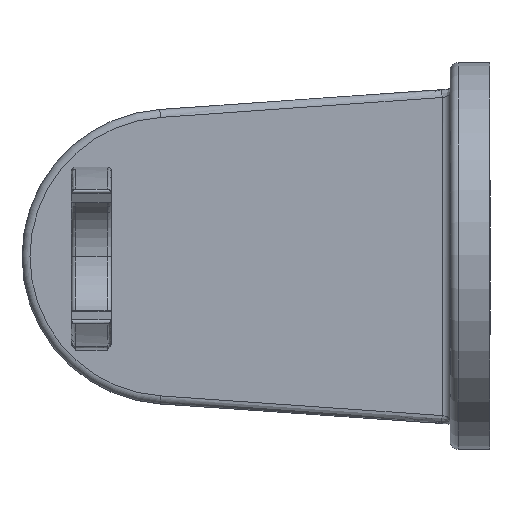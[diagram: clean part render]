
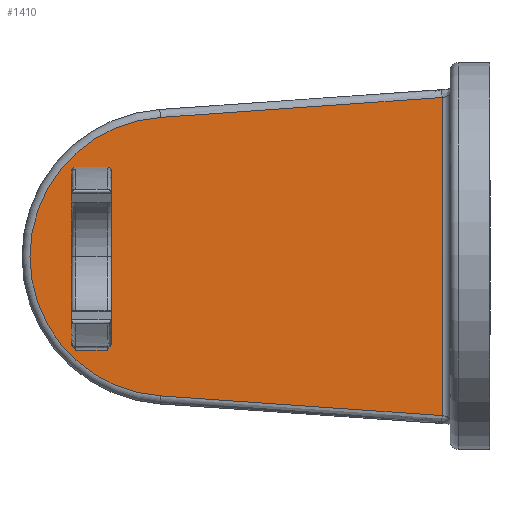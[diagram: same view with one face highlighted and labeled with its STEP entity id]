
A CAD part, left-side view. The second image highlights one B-rep face of the part: STEP entity #1410.
In plain terms, the highlighted planar face has unit normal (-1, 0, 0.003).
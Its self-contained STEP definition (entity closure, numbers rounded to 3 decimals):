
#69=FACE_BOUND('',#367,.T.);
#103=LINE('',#3289,#166);
#106=LINE('',#3567,#169);
#107=LINE('',#3569,#170);
#118=LINE('',#4288,#181);
#166=VECTOR('',#1687,10.);
#169=VECTOR('',#1696,10.);
#170=VECTOR('',#1699,10.);
#181=VECTOR('',#1736,10.);
#209=PLANE('',#1505);
#274=FACE_OUTER_BOUND('',#366,.T.);
#366=EDGE_LOOP('',(#1170,#1171,#1172,#1173));
#367=EDGE_LOOP('',(#1174,#1175,#1176,#1177,#1178,#1179));
#428=B_SPLINE_CURVE_WITH_KNOTS('',3,(#3028,#3029,#3030,#3031,#3032,#3033,
#3034,#3035,#3036,#3037),.UNSPECIFIED.,.F.,.F.,(4,2,2,2,4),(0.,0.048,
0.107,0.179,0.18),.UNSPECIFIED.);
#433=B_SPLINE_CURVE_WITH_KNOTS('',3,(#3078,#3079,#3080,#3081),
 .UNSPECIFIED.,.F.,.F.,(4,4),(-0.9,-0.1),
 .UNSPECIFIED.);
#440=B_SPLINE_CURVE_WITH_KNOTS('',3,(#3253,#3254,#3255,#3256,#3257,#3258,
#3259,#3260,#3261,#3262),.UNSPECIFIED.,.F.,.F.,(4,2,2,2,4),(-0.001,
0.,0.079,0.144,0.197),
 .UNSPECIFIED.);
#476=B_SPLINE_CURVE_WITH_KNOTS('',3,(#4066,#4067,#4068,#4069),
 .UNSPECIFIED.,.F.,.F.,(4,4),(-7.086,0.),.UNSPECIFIED.);
#478=B_SPLINE_CURVE_WITH_KNOTS('',3,(#4143,#4144,#4145,#4146),
 .UNSPECIFIED.,.F.,.F.,(4,4),(-7.086,0.),
 .UNSPECIFIED.);
#512=CIRCLE('',#1503,35.004);
#591=VERTEX_POINT('',#3026);
#592=VERTEX_POINT('',#3027);
#594=VERTEX_POINT('',#3072);
#601=VERTEX_POINT('',#3252);
#607=VERTEX_POINT('',#3287);
#620=VERTEX_POINT('',#3565);
#643=VERTEX_POINT('',#4054);
#644=VERTEX_POINT('',#4065);
#645=VERTEX_POINT('',#4072);
#646=VERTEX_POINT('',#4141);
#746=EDGE_CURVE('',#591,#592,#428,.F.);
#751=EDGE_CURVE('',#594,#591,#433,.T.);
#765=EDGE_CURVE('',#601,#594,#440,.F.);
#773=EDGE_CURVE('',#601,#607,#103,.T.);
#792=EDGE_CURVE('',#607,#620,#106,.T.);
#793=EDGE_CURVE('',#620,#592,#107,.T.);
#827=EDGE_CURVE('',#643,#644,#476,.T.);
#830=EDGE_CURVE('',#645,#643,#512,.T.);
#832=EDGE_CURVE('',#646,#645,#478,.T.);
#838=EDGE_CURVE('',#644,#646,#118,.T.);
#1170=ORIENTED_EDGE('',*,*,#827,.F.);
#1171=ORIENTED_EDGE('',*,*,#830,.F.);
#1172=ORIENTED_EDGE('',*,*,#832,.F.);
#1173=ORIENTED_EDGE('',*,*,#838,.F.);
#1174=ORIENTED_EDGE('',*,*,#773,.T.);
#1175=ORIENTED_EDGE('',*,*,#792,.T.);
#1176=ORIENTED_EDGE('',*,*,#793,.T.);
#1177=ORIENTED_EDGE('',*,*,#746,.F.);
#1178=ORIENTED_EDGE('',*,*,#751,.F.);
#1179=ORIENTED_EDGE('',*,*,#765,.F.);
#1410=ADVANCED_FACE('',(#274,#69),#209,.F.);
#1503=AXIS2_PLACEMENT_3D('',#4116,#1730,#1731);
#1505=AXIS2_PLACEMENT_3D('',#4287,#1734,#1735);
#1687=DIRECTION('',(0.003,0.,1.));
#1696=DIRECTION('',(0.,-1.,0.));
#1699=DIRECTION('',(-0.003,0.,-1.));
#1730=DIRECTION('center_axis',(1.,0.,-0.003));
#1731=DIRECTION('ref_axis',(0.,1.,0.));
#1734=DIRECTION('center_axis',(1.,0.,-0.003));
#1735=DIRECTION('ref_axis',(-0.003,0.,-1.));
#1736=DIRECTION('',(-0.003,0.,-1.));
#3026=CARTESIAN_POINT('',(44.682,96.,-23.631));
#3027=CARTESIAN_POINT('',(44.687,95.,-21.899));
#3028=CARTESIAN_POINT('Ctrl Pts',(44.687,95.,-21.899));
#3029=CARTESIAN_POINT('Ctrl Pts',(44.686,95.,-22.057));
#3030=CARTESIAN_POINT('Ctrl Pts',(44.686,95.028,-22.234));
#3031=CARTESIAN_POINT('Ctrl Pts',(44.684,95.188,-22.664));
#3032=CARTESIAN_POINT('Ctrl Pts',(44.684,95.323,-22.871));
#3033=CARTESIAN_POINT('Ctrl Pts',(44.683,95.622,-23.252));
#3034=CARTESIAN_POINT('Ctrl Pts',(44.682,95.809,-23.44));
#3035=CARTESIAN_POINT('Ctrl Pts',(44.682,95.997,-23.628));
#3036=CARTESIAN_POINT('Ctrl Pts',(44.682,95.999,-23.629));
#3037=CARTESIAN_POINT('Ctrl Pts',(44.682,96.,-23.631));
#3072=CARTESIAN_POINT('',(44.682,104.,-23.631));
#3078=CARTESIAN_POINT('Ctrl Pts',(44.682,104.,-23.631));
#3079=CARTESIAN_POINT('Ctrl Pts',(44.682,101.333,-23.631));
#3080=CARTESIAN_POINT('Ctrl Pts',(44.682,98.667,-23.631));
#3081=CARTESIAN_POINT('Ctrl Pts',(44.682,96.,-23.631));
#3252=CARTESIAN_POINT('',(44.687,105.,-21.899));
#3253=CARTESIAN_POINT('Ctrl Pts',(44.682,104.,-23.631));
#3254=CARTESIAN_POINT('Ctrl Pts',(44.682,104.001,-23.629));
#3255=CARTESIAN_POINT('Ctrl Pts',(44.682,104.003,-23.628));
#3256=CARTESIAN_POINT('Ctrl Pts',(44.682,104.191,-23.44));
#3257=CARTESIAN_POINT('Ctrl Pts',(44.683,104.378,-23.252));
#3258=CARTESIAN_POINT('Ctrl Pts',(44.684,104.677,-22.871));
#3259=CARTESIAN_POINT('Ctrl Pts',(44.684,104.812,-22.664));
#3260=CARTESIAN_POINT('Ctrl Pts',(44.686,104.972,-22.234));
#3261=CARTESIAN_POINT('Ctrl Pts',(44.686,105.,-22.057));
#3262=CARTESIAN_POINT('Ctrl Pts',(44.687,105.,-21.899));
#3287=CARTESIAN_POINT('',(44.75,105.,-0.01));
#3289=CARTESIAN_POINT('',(44.766,105.,5.43));
#3565=CARTESIAN_POINT('',(44.75,95.,-0.01));
#3567=CARTESIAN_POINT('',(44.75,80.368,-0.01));
#3569=CARTESIAN_POINT('',(44.766,95.,5.43));
#4054=CARTESIAN_POINT('',(44.852,82.684,34.768));
#4065=CARTESIAN_POINT('',(44.866,12.,39.761));
#4066=CARTESIAN_POINT('Ctrl Pts',(44.852,82.684,34.768));
#4067=CARTESIAN_POINT('Ctrl Pts',(44.856,59.123,36.44));
#4068=CARTESIAN_POINT('Ctrl Pts',(44.861,35.562,38.104));
#4069=CARTESIAN_POINT('Ctrl Pts',(44.866,12.,39.761));
#4072=CARTESIAN_POINT('',(44.648,82.69,-35.09));
#4116=CARTESIAN_POINT('Origin',(44.75,80.392,-0.161));
#4141=CARTESIAN_POINT('',(44.634,12.,-40.024));
#4143=CARTESIAN_POINT('Ctrl Pts',(44.634,12.,-40.024));
#4144=CARTESIAN_POINT('Ctrl Pts',(44.639,35.564,-38.386));
#4145=CARTESIAN_POINT('Ctrl Pts',(44.643,59.127,-36.741));
#4146=CARTESIAN_POINT('Ctrl Pts',(44.648,82.69,-35.09));
#4287=CARTESIAN_POINT('Origin',(44.75,55.736,-0.146));
#4288=CARTESIAN_POINT('',(44.75,12.,-0.073));
